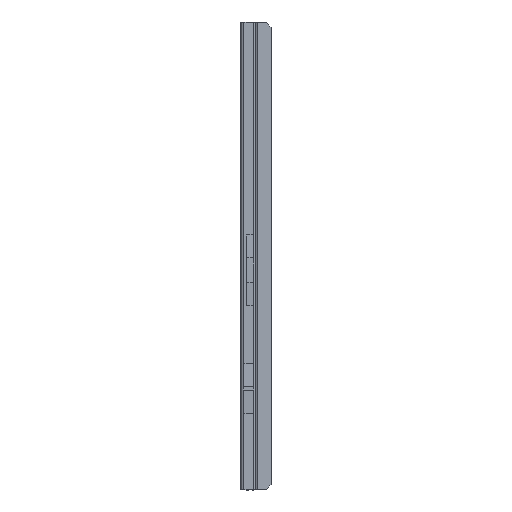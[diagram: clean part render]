
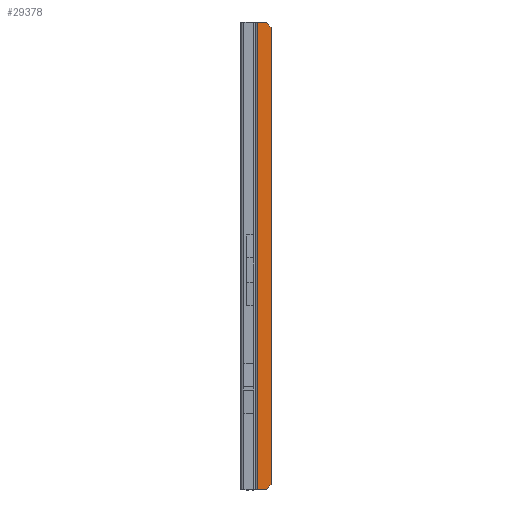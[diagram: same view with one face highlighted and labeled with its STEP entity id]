
A CAD part, front view. The second image highlights one B-rep face of the part: STEP entity #29378.
In plain terms, the highlighted planar face has unit normal (0, -1, 0).
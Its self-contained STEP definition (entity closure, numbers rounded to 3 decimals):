
#772 = VERTEX_POINT ( 'NONE', #36556 ) ;
#860 = VERTEX_POINT ( 'NONE', #46285 ) ;
#1903 = VECTOR ( 'NONE', #18584, 1000. ) ;
#3089 = CARTESIAN_POINT ( 'NONE',  ( 0., -2., -700. ) ) ;
#3749 = LINE ( 'NONE', #34321, #44151 ) ;
#5727 = VECTOR ( 'NONE', #20858, 1000. ) ;
#6921 = EDGE_CURVE ( 'NONE', #860, #39753, #32381, .T. ) ;
#7824 = DIRECTION ( 'NONE',  ( 0.707, 0., 0.707 ) ) ;
#9215 = LINE ( 'NONE', #39801, #49267 ) ;
#11111 = EDGE_CURVE ( 'NONE', #772, #37746, #26372, .T. ) ;
#11641 = CARTESIAN_POINT ( 'NONE',  ( 11.6, -2., 0. ) ) ;
#11847 = VERTEX_POINT ( 'NONE', #11641 ) ;
#12278 = CARTESIAN_POINT ( 'NONE',  ( 0.5, -2., 0. ) ) ;
#15165 = ORIENTED_EDGE ( 'NONE', *, *, #41920, .T. ) ;
#15275 = DIRECTION ( 'NONE',  ( -0.707, 0., 0.707 ) ) ;
#17771 = VECTOR ( 'NONE', #22350, 1000. ) ;
#18319 = VERTEX_POINT ( 'NONE', #30427 ) ;
#18584 = DIRECTION ( 'NONE',  ( 0., 0., 1. ) ) ;
#19599 = LINE ( 'NONE', #42185, #43970 ) ;
#20237 = DIRECTION ( 'NONE',  ( 0., 0., 1. ) ) ;
#20515 = EDGE_LOOP ( 'NONE', ( #21149, #25334, #15165, #38311, #25628, #39235, #34446, #21813 ) ) ;
#20858 = DIRECTION ( 'NONE',  ( 1., 0., 0. ) ) ;
#21149 = ORIENTED_EDGE ( 'NONE', *, *, #23842, .T. ) ;
#21179 = VERTEX_POINT ( 'NONE', #12278 ) ;
#21813 = ORIENTED_EDGE ( 'NONE', *, *, #11111, .T. ) ;
#22172 = FACE_OUTER_BOUND ( 'NONE', #20515, .T. ) ;
#22350 = DIRECTION ( 'NONE',  ( -1., 0., 0. ) ) ;
#22420 = DIRECTION ( 'NONE',  ( 0., 1., 0. ) ) ;
#23394 = VERTEX_POINT ( 'NONE', #33696 ) ;
#23842 = EDGE_CURVE ( 'NONE', #37746, #23394, #3749, .T. ) ;
#25113 = DIRECTION ( 'NONE',  ( 1., 0., 0. ) ) ;
#25334 = ORIENTED_EDGE ( 'NONE', *, *, #35786, .T. ) ;
#25385 = CARTESIAN_POINT ( 'NONE',  ( 21., -2., 0. ) ) ;
#25628 = ORIENTED_EDGE ( 'NONE', *, *, #6921, .T. ) ;
#26372 = LINE ( 'NONE', #25385, #1903 ) ;
#27836 = AXIS2_PLACEMENT_3D ( 'NONE', #34144, #37658, #30136 ) ;
#29110 = CARTESIAN_POINT ( 'NONE',  ( 0., -2., 0. ) ) ;
#29378 = ADVANCED_FACE ( 'NONE', ( #22172 ), #44228, .F. ) ;
#30136 = DIRECTION ( 'NONE',  ( -1., 0., 0. ) ) ;
#30427 = CARTESIAN_POINT ( 'NONE',  ( 14.429, -2., -698.828 ) ) ;
#30900 = AXIS2_PLACEMENT_3D ( 'NONE', #3089, #22420, #32939 ) ;
#31570 = AXIS2_PLACEMENT_3D ( 'NONE', #36397, #40140, #25113 ) ;
#32381 = LINE ( 'NONE', #47707, #5727 ) ;
#32476 = CARTESIAN_POINT ( 'NONE',  ( 11.6, -2., -700. ) ) ;
#32594 = CIRCLE ( 'NONE', #27836, 4. ) ;
#32939 = DIRECTION ( 'NONE',  ( -1., 0., 0. ) ) ;
#33696 = CARTESIAN_POINT ( 'NONE',  ( 14.429, -2., -1.172 ) ) ;
#34144 = CARTESIAN_POINT ( 'NONE',  ( 11.6, -2., -4. ) ) ;
#34321 = CARTESIAN_POINT ( 'NONE',  ( 14.429, -2., -1.172 ) ) ;
#34446 = ORIENTED_EDGE ( 'NONE', *, *, #38752, .T. ) ;
#35786 = EDGE_CURVE ( 'NONE', #23394, #11847, #32594, .T. ) ;
#36397 = CARTESIAN_POINT ( 'NONE',  ( 11.6, -2., -696. ) ) ;
#36556 = CARTESIAN_POINT ( 'NONE',  ( 21., -2., -692.257 ) ) ;
#37096 = CARTESIAN_POINT ( 'NONE',  ( 21., -2., -7.743 ) ) ;
#37167 = LINE ( 'NONE', #29110, #17771 ) ;
#37658 = DIRECTION ( 'NONE',  ( 0., -1., 0. ) ) ;
#37746 = VERTEX_POINT ( 'NONE', #37096 ) ;
#38311 = ORIENTED_EDGE ( 'NONE', *, *, #47142, .F. ) ;
#38752 = EDGE_CURVE ( 'NONE', #18319, #772, #19599, .T. ) ;
#39235 = ORIENTED_EDGE ( 'NONE', *, *, #46256, .T. ) ;
#39753 = VERTEX_POINT ( 'NONE', #32476 ) ;
#39801 = CARTESIAN_POINT ( 'NONE',  ( 0.5, -2., -700. ) ) ;
#40140 = DIRECTION ( 'NONE',  ( 0., -1., 0. ) ) ;
#40391 = CIRCLE ( 'NONE', #31570, 4. ) ;
#41920 = EDGE_CURVE ( 'NONE', #11847, #21179, #37167, .T. ) ;
#42185 = CARTESIAN_POINT ( 'NONE',  ( 14.429, -2., -698.828 ) ) ;
#43970 = VECTOR ( 'NONE', #7824, 1000. ) ;
#44151 = VECTOR ( 'NONE', #15275, 1000. ) ;
#44228 = PLANE ( 'NONE',  #30900 ) ;
#46256 = EDGE_CURVE ( 'NONE', #39753, #18319, #40391, .T. ) ;
#46285 = CARTESIAN_POINT ( 'NONE',  ( 0.5, -2., -700. ) ) ;
#47142 = EDGE_CURVE ( 'NONE', #860, #21179, #9215, .T. ) ;
#47707 = CARTESIAN_POINT ( 'NONE',  ( 21., -2., -700. ) ) ;
#49267 = VECTOR ( 'NONE', #20237, 1000. ) ;
